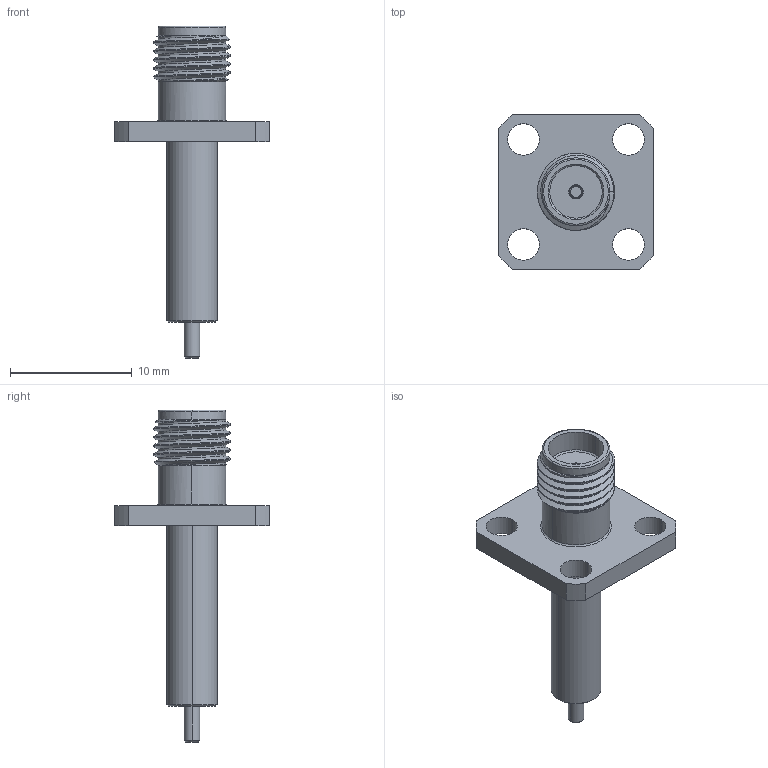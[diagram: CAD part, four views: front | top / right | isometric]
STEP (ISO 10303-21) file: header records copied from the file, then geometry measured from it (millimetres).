
FILE_DESCRIPTION (( 'STEP AP214' ), '1' );
FILE_NAME ('SC3728_3D.step', '2024-02-17T00:09:18', ( '' ), ( '' ), 'SwSTEP 2.0', 'SolidWorks 2022', '' );
FILE_SCHEMA (( 'AUTOMOTIVE_DESIGN' ));
Length unit declared in the file: inch
Products named in the file (1): SC3728_3D
Bounding box: 12.7 x 12.7 x 27.3 mm (x, y, z)
Volume: 598.8 mm3; surface area: 831.6 mm2
Topology: 1 solids, 1 shells, 77 faces, 192 edges, 122 vertices
Faces by surface type: cylinder 36, plane 19, cone 15, torus 4, bspline 3
Entity records: 4033 total; most frequent: CARTESIAN_POINT 2186, ORIENTED_EDGE 384, DIRECTION 376, EDGE_CURVE 192, AXIS2_PLACEMENT_3D 151, VERTEX_POINT 122, EDGE_LOOP 90, ADVANCED_FACE 77
